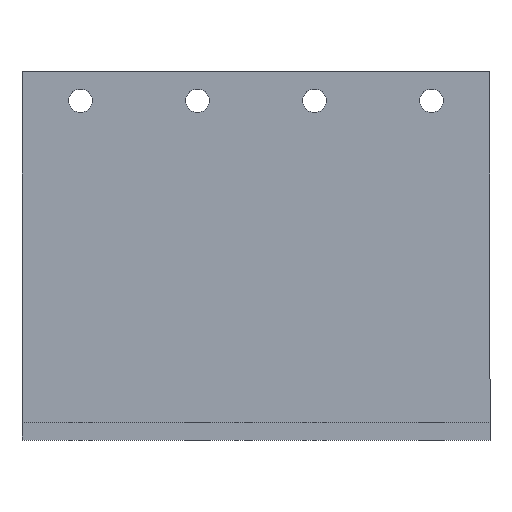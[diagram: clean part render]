
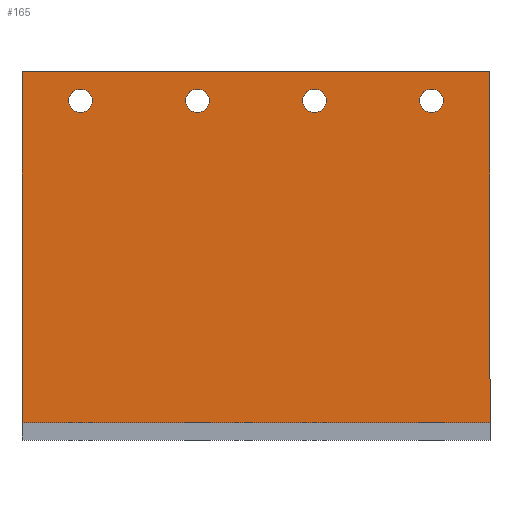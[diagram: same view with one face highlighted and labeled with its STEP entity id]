
A CAD part, top view. The second image highlights one B-rep face of the part: STEP entity #165.
In plain terms, the highlighted planar face has unit normal (0, 0, 1).
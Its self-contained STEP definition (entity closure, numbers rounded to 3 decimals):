
#3 = DIRECTION ( 'NONE',  ( 1., 0., 0. ) ) ;
#13 = VERTEX_POINT ( 'NONE', #784 ) ;
#16 = VERTEX_POINT ( 'NONE', #635 ) ;
#20 = EDGE_CURVE ( 'NONE', #16, #81, #83, .T. ) ;
#36 = DIRECTION ( 'NONE',  ( 0., 0., 1. ) ) ;
#43 = CARTESIAN_POINT ( 'NONE',  ( 10., 0., 3. ) ) ;
#71 = ORIENTED_EDGE ( 'NONE', *, *, #737, .F. ) ;
#74 = VECTOR ( 'NONE', #379, 1000. ) ;
#81 = VERTEX_POINT ( 'NONE', #374 ) ;
#83 = LINE ( 'NONE', #432, #361 ) ;
#87 = ORIENTED_EDGE ( 'NONE', *, *, #594, .F. ) ;
#93 = AXIS2_PLACEMENT_3D ( 'NONE', #572, #36, #785 ) ;
#99 = ORIENTED_EDGE ( 'NONE', *, *, #342, .F. ) ;
#122 = CARTESIAN_POINT ( 'NONE',  ( 10., 0., 3. ) ) ;
#124 = DIRECTION ( 'NONE',  ( 0., 0., 1. ) ) ;
#130 = ORIENTED_EDGE ( 'NONE', *, *, #137, .F. ) ;
#137 = EDGE_CURVE ( 'NONE', #13, #686, #616, .T. ) ;
#140 = AXIS2_PLACEMENT_3D ( 'NONE', #266, #610, #532 ) ;
#145 = CIRCLE ( 'NONE', #140, 2. ) ;
#152 = DIRECTION ( 'NONE',  ( 0., -1., 0. ) ) ;
#153 = ORIENTED_EDGE ( 'NONE', *, *, #380, .F. ) ;
#154 = EDGE_CURVE ( 'NONE', #781, #590, #251, .T. ) ;
#163 = LINE ( 'NONE', #205, #351 ) ;
#165 = ADVANCED_FACE ( 'NONE', ( #822, #274, #324, #591, #348 ), #299, .T. ) ;
#175 = CARTESIAN_POINT ( 'NONE',  ( -32., 0., 3. ) ) ;
#181 = CARTESIAN_POINT ( 'NONE',  ( 8., 0., 3. ) ) ;
#184 = DIRECTION ( 'NONE',  ( 0., 0., 1. ) ) ;
#205 = CARTESIAN_POINT ( 'NONE',  ( 0., -55., 3. ) ) ;
#233 = EDGE_CURVE ( 'NONE', #590, #781, #283, .T. ) ;
#242 = DIRECTION ( 'NONE',  ( 1., 0., 0. ) ) ;
#251 = CIRCLE ( 'NONE', #838, 2. ) ;
#266 = CARTESIAN_POINT ( 'NONE',  ( 30., 0., 3. ) ) ;
#274 = FACE_BOUND ( 'NONE', #821, .T. ) ;
#283 = CIRCLE ( 'NONE', #621, 2. ) ;
#289 = VECTOR ( 'NONE', #544, 1000. ) ;
#294 = CIRCLE ( 'NONE', #640, 2. ) ;
#299 = PLANE ( 'NONE',  #415 ) ;
#302 = DIRECTION ( 'NONE',  ( 1., 0., 0. ) ) ;
#305 = CARTESIAN_POINT ( 'NONE',  ( -30., 0., 3. ) ) ;
#324 = FACE_BOUND ( 'NONE', #515, .T. ) ;
#331 = CARTESIAN_POINT ( 'NONE',  ( 40., 0., 3. ) ) ;
#342 = EDGE_CURVE ( 'NONE', #460, #739, #701, .T. ) ;
#348 = FACE_OUTER_BOUND ( 'NONE', #832, .T. ) ;
#351 = VECTOR ( 'NONE', #887, 1000. ) ;
#361 = VECTOR ( 'NONE', #152, 1000. ) ;
#366 = AXIS2_PLACEMENT_3D ( 'NONE', #367, #578, #714 ) ;
#367 = CARTESIAN_POINT ( 'NONE',  ( -10., 0., 3. ) ) ;
#371 = VERTEX_POINT ( 'NONE', #403 ) ;
#374 = CARTESIAN_POINT ( 'NONE',  ( -40., -55., 3. ) ) ;
#379 = DIRECTION ( 'NONE',  ( 1., 0., 0. ) ) ;
#380 = EDGE_CURVE ( 'NONE', #889, #839, #145, .T. ) ;
#403 = CARTESIAN_POINT ( 'NONE',  ( 12., 0., 3. ) ) ;
#412 = AXIS2_PLACEMENT_3D ( 'NONE', #122, #184, #803 ) ;
#415 = AXIS2_PLACEMENT_3D ( 'NONE', #789, #855, #242 ) ;
#426 = ORIENTED_EDGE ( 'NONE', *, *, #717, .F. ) ;
#432 = CARTESIAN_POINT ( 'NONE',  ( -40., 0., 3. ) ) ;
#450 = DIRECTION ( 'NONE',  ( 0., 0., 1. ) ) ;
#453 = LINE ( 'NONE', #734, #74 ) ;
#460 = VERTEX_POINT ( 'NONE', #624 ) ;
#469 = ORIENTED_EDGE ( 'NONE', *, *, #20, .T. ) ;
#515 = EDGE_LOOP ( 'NONE', ( #87, #130 ) ) ;
#523 = DIRECTION ( 'NONE',  ( 1., 0., 0. ) ) ;
#528 = DIRECTION ( 'NONE',  ( 1., 0., 0. ) ) ;
#530 = CARTESIAN_POINT ( 'NONE',  ( -28., 0., 3. ) ) ;
#532 = DIRECTION ( 'NONE',  ( 1., 0., 0. ) ) ;
#543 = DIRECTION ( 'NONE',  ( 0., 0., 1. ) ) ;
#544 = DIRECTION ( 'NONE',  ( 0., -1., 0. ) ) ;
#551 = ORIENTED_EDGE ( 'NONE', *, *, #849, .T. ) ;
#572 = CARTESIAN_POINT ( 'NONE',  ( -10., 0., 3. ) ) ;
#577 = ORIENTED_EDGE ( 'NONE', *, *, #233, .F. ) ;
#578 = DIRECTION ( 'NONE',  ( 0., 0., 1. ) ) ;
#590 = VERTEX_POINT ( 'NONE', #175 ) ;
#591 = FACE_BOUND ( 'NONE', #688, .T. ) ;
#594 = EDGE_CURVE ( 'NONE', #686, #13, #767, .T. ) ;
#610 = DIRECTION ( 'NONE',  ( 0., 0., 1. ) ) ;
#616 = CIRCLE ( 'NONE', #93, 2. ) ;
#621 = AXIS2_PLACEMENT_3D ( 'NONE', #880, #124, #528 ) ;
#623 = CARTESIAN_POINT ( 'NONE',  ( 28., 0., 3. ) ) ;
#624 = CARTESIAN_POINT ( 'NONE',  ( 40., 5., 3. ) ) ;
#635 = CARTESIAN_POINT ( 'NONE',  ( -40., 5., 3. ) ) ;
#640 = AXIS2_PLACEMENT_3D ( 'NONE', #676, #543, #3 ) ;
#676 = CARTESIAN_POINT ( 'NONE',  ( 30., 0., 3. ) ) ;
#684 = EDGE_CURVE ( 'NONE', #371, #792, #698, .T. ) ;
#686 = VERTEX_POINT ( 'NONE', #853 ) ;
#688 = EDGE_LOOP ( 'NONE', ( #577, #886 ) ) ;
#694 = ORIENTED_EDGE ( 'NONE', *, *, #864, .F. ) ;
#698 = CIRCLE ( 'NONE', #412, 2. ) ;
#701 = LINE ( 'NONE', #331, #289 ) ;
#714 = DIRECTION ( 'NONE',  ( 1., 0., 0. ) ) ;
#717 = EDGE_CURVE ( 'NONE', #792, #371, #891, .T. ) ;
#734 = CARTESIAN_POINT ( 'NONE',  ( 0., 5., 3. ) ) ;
#736 = CARTESIAN_POINT ( 'NONE',  ( 40., -55., 3. ) ) ;
#737 = EDGE_CURVE ( 'NONE', #16, #460, #453, .T. ) ;
#739 = VERTEX_POINT ( 'NONE', #736 ) ;
#748 = CARTESIAN_POINT ( 'NONE',  ( 32., 0., 3. ) ) ;
#767 = CIRCLE ( 'NONE', #366, 2. ) ;
#781 = VERTEX_POINT ( 'NONE', #530 ) ;
#784 = CARTESIAN_POINT ( 'NONE',  ( -8., 0., 3. ) ) ;
#785 = DIRECTION ( 'NONE',  ( 1., 0., 0. ) ) ;
#786 = EDGE_LOOP ( 'NONE', ( #694, #153 ) ) ;
#789 = CARTESIAN_POINT ( 'NONE',  ( 0., 0., 3. ) ) ;
#792 = VERTEX_POINT ( 'NONE', #181 ) ;
#795 = AXIS2_PLACEMENT_3D ( 'NONE', #43, #450, #523 ) ;
#803 = DIRECTION ( 'NONE',  ( 1., 0., 0. ) ) ;
#821 = EDGE_LOOP ( 'NONE', ( #426, #870 ) ) ;
#822 = FACE_BOUND ( 'NONE', #786, .T. ) ;
#832 = EDGE_LOOP ( 'NONE', ( #99, #71, #469, #551 ) ) ;
#838 = AXIS2_PLACEMENT_3D ( 'NONE', #305, #852, #302 ) ;
#839 = VERTEX_POINT ( 'NONE', #623 ) ;
#849 = EDGE_CURVE ( 'NONE', #81, #739, #163, .T. ) ;
#852 = DIRECTION ( 'NONE',  ( 0., 0., 1. ) ) ;
#853 = CARTESIAN_POINT ( 'NONE',  ( -12., 0., 3. ) ) ;
#855 = DIRECTION ( 'NONE',  ( 0., 0., 1. ) ) ;
#864 = EDGE_CURVE ( 'NONE', #839, #889, #294, .T. ) ;
#870 = ORIENTED_EDGE ( 'NONE', *, *, #684, .F. ) ;
#880 = CARTESIAN_POINT ( 'NONE',  ( -30., 0., 3. ) ) ;
#886 = ORIENTED_EDGE ( 'NONE', *, *, #154, .F. ) ;
#887 = DIRECTION ( 'NONE',  ( 1., 0., 0. ) ) ;
#889 = VERTEX_POINT ( 'NONE', #748 ) ;
#891 = CIRCLE ( 'NONE', #795, 2. ) ;
